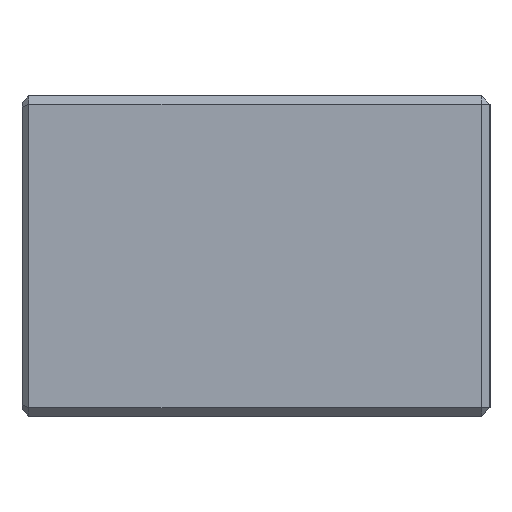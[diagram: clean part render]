
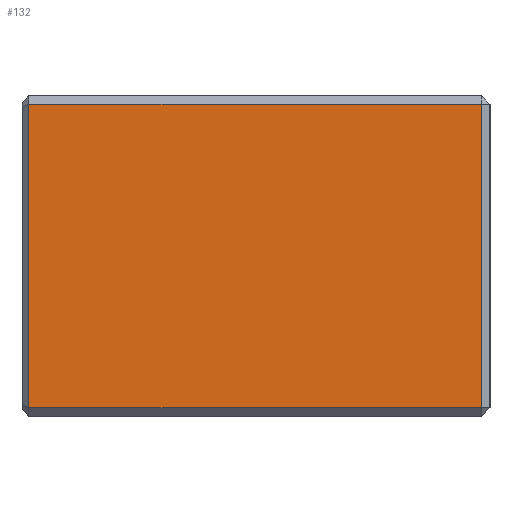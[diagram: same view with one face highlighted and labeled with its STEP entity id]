
A CAD part, left-side view. The second image highlights one B-rep face of the part: STEP entity #132.
In plain terms, the highlighted planar face has unit normal (-1, 0, 0).
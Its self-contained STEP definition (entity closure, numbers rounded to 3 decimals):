
#11 = VERTEX_POINT ( 'NONE', #314 ) ;
#13 = DIRECTION ( 'NONE',  ( 0., 1., 0. ) ) ;
#132 = ADVANCED_FACE ( 'NONE', ( #356 ), #247, .F. ) ;
#166 = VECTOR ( 'NONE', #1184, 1000. ) ;
#178 = DIRECTION ( 'NONE',  ( 0., 0., -1. ) ) ;
#195 = CARTESIAN_POINT ( 'NONE',  ( -27.25, 0.5, -8.95 ) ) ;
#205 = EDGE_LOOP ( 'NONE', ( #901, #299, #853, #993 ) ) ;
#247 = PLANE ( 'NONE',  #839 ) ;
#258 = EDGE_CURVE ( 'NONE', #922, #427, #467, .T. ) ;
#299 = ORIENTED_EDGE ( 'NONE', *, *, #1227, .T. ) ;
#314 = CARTESIAN_POINT ( 'NONE',  ( -27.25, 27.2, 8.95 ) ) ;
#325 = LINE ( 'NONE', #1224, #1143 ) ;
#348 = DIRECTION ( 'NONE',  ( 1., 0., 0. ) ) ;
#356 = FACE_OUTER_BOUND ( 'NONE', #205, .T. ) ;
#410 = CARTESIAN_POINT ( 'NONE',  ( -27.25, 0.5, 0. ) ) ;
#427 = VERTEX_POINT ( 'NONE', #195 ) ;
#432 = CARTESIAN_POINT ( 'NONE',  ( -27.25, 27.6, -8.95 ) ) ;
#438 = DIRECTION ( 'NONE',  ( 0., -1., 0. ) ) ;
#440 = CARTESIAN_POINT ( 'NONE',  ( -27.25, 27.6, 0. ) ) ;
#467 = LINE ( 'NONE', #432, #611 ) ;
#567 = VECTOR ( 'NONE', #13, 1000. ) ;
#611 = VECTOR ( 'NONE', #438, 1000. ) ;
#660 = CARTESIAN_POINT ( 'NONE',  ( -27.25, 27.2, -8.95 ) ) ;
#669 = CARTESIAN_POINT ( 'NONE',  ( -27.25, 27.6, 8.95 ) ) ;
#719 = EDGE_CURVE ( 'NONE', #1079, #11, #1069, .T. ) ;
#839 = AXIS2_PLACEMENT_3D ( 'NONE', #440, #348, #1089 ) ;
#853 = ORIENTED_EDGE ( 'NONE', *, *, #258, .T. ) ;
#901 = ORIENTED_EDGE ( 'NONE', *, *, #719, .T. ) ;
#922 = VERTEX_POINT ( 'NONE', #660 ) ;
#993 = ORIENTED_EDGE ( 'NONE', *, *, #1059, .T. ) ;
#996 = CARTESIAN_POINT ( 'NONE',  ( -27.25, 0.5, 8.95 ) ) ;
#1004 = LINE ( 'NONE', #410, #166 ) ;
#1059 = EDGE_CURVE ( 'NONE', #427, #1079, #1004, .T. ) ;
#1069 = LINE ( 'NONE', #669, #567 ) ;
#1079 = VERTEX_POINT ( 'NONE', #996 ) ;
#1089 = DIRECTION ( 'NONE',  ( 0., 0., 1. ) ) ;
#1143 = VECTOR ( 'NONE', #178, 1000. ) ;
#1184 = DIRECTION ( 'NONE',  ( 0., 0., 1. ) ) ;
#1224 = CARTESIAN_POINT ( 'NONE',  ( -27.25, 27.2, -8.95 ) ) ;
#1227 = EDGE_CURVE ( 'NONE', #11, #922, #325, .T. ) ;
